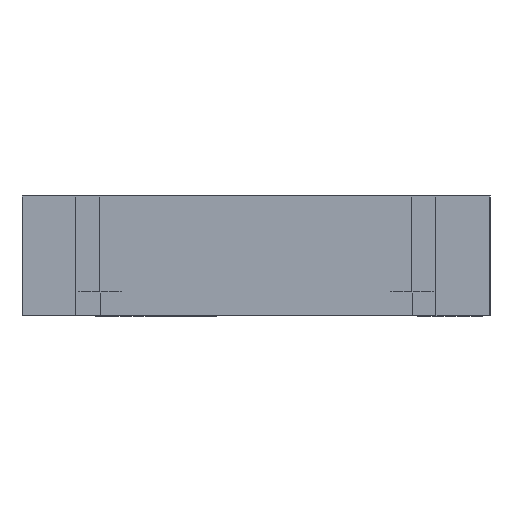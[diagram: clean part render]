
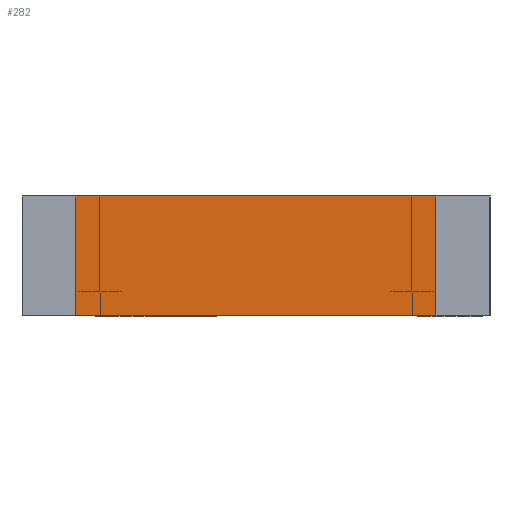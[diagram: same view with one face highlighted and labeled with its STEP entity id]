
A CAD part, left-side view. The second image highlights one B-rep face of the part: STEP entity #282.
In plain terms, the highlighted planar face has unit normal (-1, 0, 0).
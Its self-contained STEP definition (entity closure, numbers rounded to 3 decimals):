
#225=CARTESIAN_POINT('Axis2P3D Location',(-246.5,15.,0.)) ;
#231=CARTESIAN_POINT('Line Origine',(-246.5,-15.,5.)) ;
#235=CARTESIAN_POINT('Vertex',(-246.5,-15.,0.)) ;
#237=CARTESIAN_POINT('Vertex',(-246.5,-15.,10.)) ;
#257=CARTESIAN_POINT('Line Origine',(-246.5,15.,5.)) ;
#261=CARTESIAN_POINT('Vertex',(-246.5,15.,0.)) ;
#263=CARTESIAN_POINT('Vertex',(-246.5,15.,10.)) ;
#266=CARTESIAN_POINT('Line Origine',(-246.5,0.,0.)) ;
#271=CARTESIAN_POINT('Line Origine',(-246.5,0.,10.)) ;
#233=VECTOR('Line Direction',#232,1.) ;
#259=VECTOR('Line Direction',#258,1.) ;
#268=VECTOR('Line Direction',#267,1.) ;
#273=VECTOR('Line Direction',#272,1.) ;
#226=DIRECTION('Axis2P3D Direction',(1.,0.,0.)) ;
#227=DIRECTION('Axis2P3D XDirection',(0.,1.,0.)) ;
#232=DIRECTION('Vector Direction',(0.,0.,1.)) ;
#258=DIRECTION('Vector Direction',(0.,0.,1.)) ;
#267=DIRECTION('Vector Direction',(0.,1.,0.)) ;
#272=DIRECTION('Vector Direction',(0.,1.,0.)) ;
#228=AXIS2_PLACEMENT_3D('Plane Axis2P3D',#225,#226,#227) ;
#234=LINE('Line',#231,#233) ;
#260=LINE('Line',#257,#259) ;
#269=LINE('Line',#266,#268) ;
#274=LINE('Line',#271,#273) ;
#229=PLANE('',#228) ;
#239=EDGE_CURVE('',#236,#238,#234,.T.) ;
#265=EDGE_CURVE('',#262,#264,#260,.T.) ;
#270=EDGE_CURVE('',#262,#236,#269,.F.) ;
#275=EDGE_CURVE('',#264,#238,#274,.F.) ;
#276=EDGE_LOOP('',(#277,#278,#279,#280)) ;
#277=ORIENTED_EDGE('',*,*,#265,.F.) ;
#278=ORIENTED_EDGE('',*,*,#270,.T.) ;
#279=ORIENTED_EDGE('',*,*,#239,.T.) ;
#280=ORIENTED_EDGE('',*,*,#275,.F.) ;
#236=VERTEX_POINT('',#235) ;
#238=VERTEX_POINT('',#237) ;
#262=VERTEX_POINT('',#261) ;
#264=VERTEX_POINT('',#263) ;
#282=ADVANCED_FACE('PartBody',(#281),#229,.F.) ;
#281=FACE_OUTER_BOUND('',#276,.T.) ;
